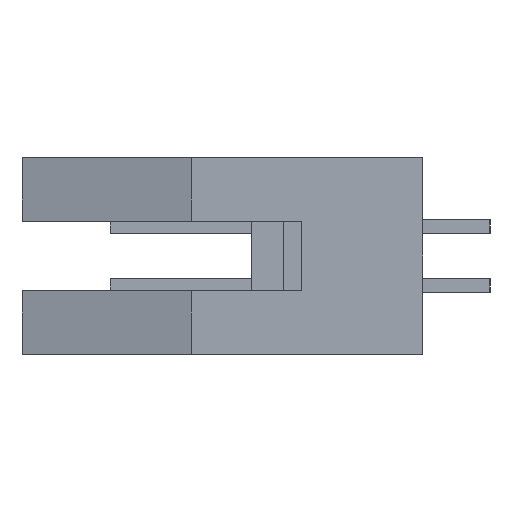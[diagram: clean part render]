
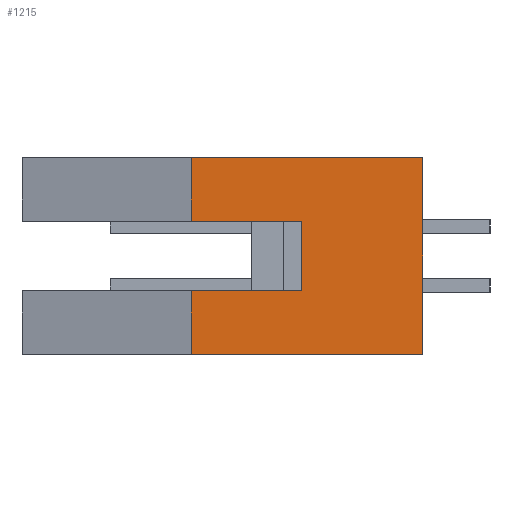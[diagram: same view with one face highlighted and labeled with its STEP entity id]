
A CAD part, left-side view. The second image highlights one B-rep face of the part: STEP entity #1215.
In plain terms, the highlighted planar face has unit normal (-1, 0, 0).
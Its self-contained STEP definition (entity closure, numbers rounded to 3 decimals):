
#1215=ADVANCED_FACE('',(#1940),#1580,.T.);
#1580=PLANE('',#8040);
#1940=FACE_OUTER_BOUND('',#2308,.T.);
#2308=EDGE_LOOP('',(#3711,#3712,#3713,#3714,#3715,#3716,#3717,#3718));
#3711=ORIENTED_EDGE('',*,*,#5741,.T.);
#3712=ORIENTED_EDGE('',*,*,#5740,.F.);
#3713=ORIENTED_EDGE('',*,*,#5742,.T.);
#3714=ORIENTED_EDGE('',*,*,#5743,.T.);
#3715=ORIENTED_EDGE('',*,*,#5744,.T.);
#3716=ORIENTED_EDGE('',*,*,#5730,.F.);
#3717=ORIENTED_EDGE('',*,*,#5745,.T.);
#3718=ORIENTED_EDGE('',*,*,#5746,.T.);
#4850=VERTEX_POINT('',#11467);
#4851=VERTEX_POINT('',#11469);
#4858=VERTEX_POINT('',#11486);
#4859=VERTEX_POINT('',#11488);
#4860=VERTEX_POINT('',#11492);
#4861=VERTEX_POINT('',#11494);
#4862=VERTEX_POINT('',#11496);
#4863=VERTEX_POINT('',#11499);
#5730=EDGE_CURVE('',#4850,#4851,#6657,.T.);
#5740=EDGE_CURVE('',#4859,#4858,#6667,.T.);
#5741=EDGE_CURVE('',#4860,#4858,#6668,.T.);
#5742=EDGE_CURVE('',#4859,#4861,#6669,.T.);
#5743=EDGE_CURVE('',#4861,#4862,#6670,.T.);
#5744=EDGE_CURVE('',#4862,#4851,#6671,.T.);
#5745=EDGE_CURVE('',#4850,#4863,#6672,.T.);
#5746=EDGE_CURVE('',#4863,#4860,#6673,.T.);
#6657=LINE('',#11468,#7578);
#6667=LINE('',#11489,#7588);
#6668=LINE('',#11491,#7589);
#6669=LINE('',#11493,#7590);
#6670=LINE('',#11495,#7591);
#6671=LINE('',#11497,#7592);
#6672=LINE('',#11498,#7593);
#6673=LINE('',#11500,#7594);
#7578=VECTOR('',#9546,1.);
#7588=VECTOR('',#9560,1.);
#7589=VECTOR('',#9563,1.);
#7590=VECTOR('',#9564,1.);
#7591=VECTOR('',#9565,1.);
#7592=VECTOR('',#9566,1.);
#7593=VECTOR('',#9567,1.);
#7594=VECTOR('',#9568,1.);
#8040=AXIS2_PLACEMENT_3D('',#11501,#9569,#9570);
#9546=DIRECTION('',(0.,0.,1.));
#9560=DIRECTION('',(0.,0.,1.));
#9563=DIRECTION('',(0.,1.,0.));
#9564=DIRECTION('',(0.,-1.,0.));
#9565=DIRECTION('',(0.,0.,1.));
#9566=DIRECTION('',(0.,1.,0.));
#9567=DIRECTION('',(0.,-1.,0.));
#9568=DIRECTION('',(0.,0.,-1.));
#9569=DIRECTION('',(-1.,0.,0.));
#9570=DIRECTION('',(0.,-1.,0.));
#11467=CARTESIAN_POINT('',(-31.573,12.59,5.75));
#11468=CARTESIAN_POINT('',(-31.573,12.59,5.75));
#11469=CARTESIAN_POINT('',(-31.573,12.59,8.5));
#11486=CARTESIAN_POINT('',(-31.573,12.59,2.75));
#11488=CARTESIAN_POINT('',(-31.573,12.59,0.));
#11489=CARTESIAN_POINT('',(-31.573,12.59,0.));
#11491=CARTESIAN_POINT('',(-31.573,7.84,2.75));
#11492=CARTESIAN_POINT('',(-31.573,7.84,2.75));
#11493=CARTESIAN_POINT('',(-31.573,12.59,0.));
#11494=CARTESIAN_POINT('',(-31.573,2.59,0.));
#11495=CARTESIAN_POINT('',(-31.573,2.59,0.));
#11496=CARTESIAN_POINT('',(-31.573,2.59,8.5));
#11497=CARTESIAN_POINT('',(-31.573,2.59,8.5));
#11498=CARTESIAN_POINT('',(-31.573,12.59,5.75));
#11499=CARTESIAN_POINT('',(-31.573,7.84,5.75));
#11500=CARTESIAN_POINT('',(-31.573,7.84,5.75));
#11501=CARTESIAN_POINT('',(-31.573,12.59,0.));
